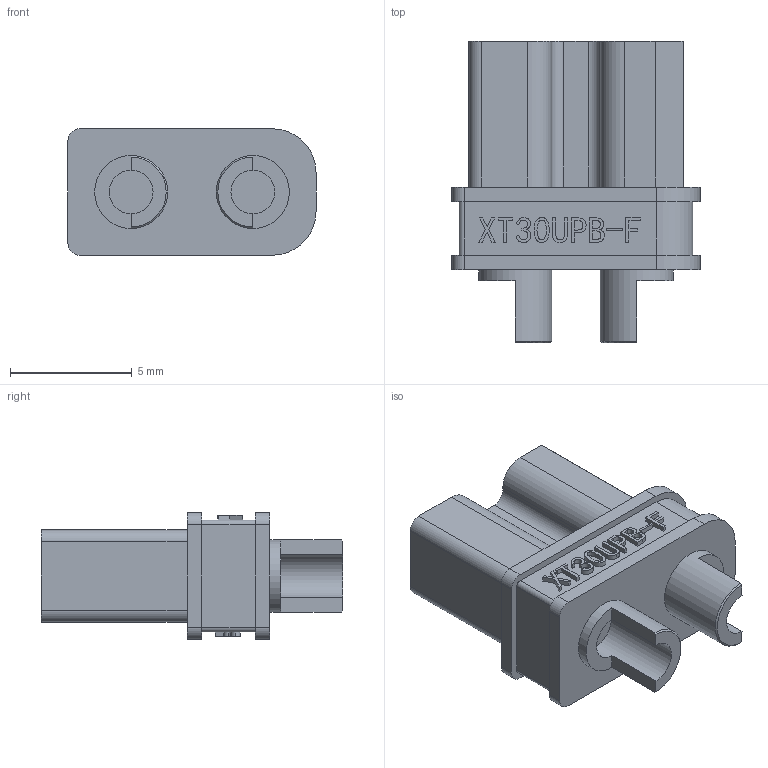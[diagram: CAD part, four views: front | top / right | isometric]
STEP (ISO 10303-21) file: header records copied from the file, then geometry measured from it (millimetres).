
FILE_DESCRIPTION(/* description */ (''),/* implementation_level */ '2;1');
FILE_NAME(/* name */ 'XT30-F.step',/* time_stamp */ '2022-01-31T19:24:29-05:00',/* author */ (''),/* organization */ (''),/* preprocessor_version */ 'ST-DEVELOPER v18.1',/* originating_system */ 'Autodesk Translation Framework v10.13.0.1454',/* authorisation */ '');
FILE_SCHEMA (('AUTOMOTIVE_DESIGN { 1 0 10303 214 3 1 1 }'));
Length unit declared in the file: millimetre
Products named in the file (1): User Library-xt30-f
Bounding box: 10.2 x 12.4 x 5.2 mm (x, y, z)
Volume: 272.6 mm3; surface area: 536.9 mm2
Topology: 1 solids, 1 shells, 258 faces, 677 edges, 450 vertices
Faces by surface type: plane 156, bspline 70, cylinder 30, cone 2
Full cylindrical faces by diameter (mm): 1.8 x2, 2.2 x2, 2.6 x2, 3 x2
Entity records: 12410 total; most frequent: CARTESIAN_POINT 6392, ORIENTED_EDGE 1354, DIRECTION 981, EDGE_CURVE 677, LINE 471, VECTOR 471, VERTEX_POINT 450, EDGE_LOOP 287
